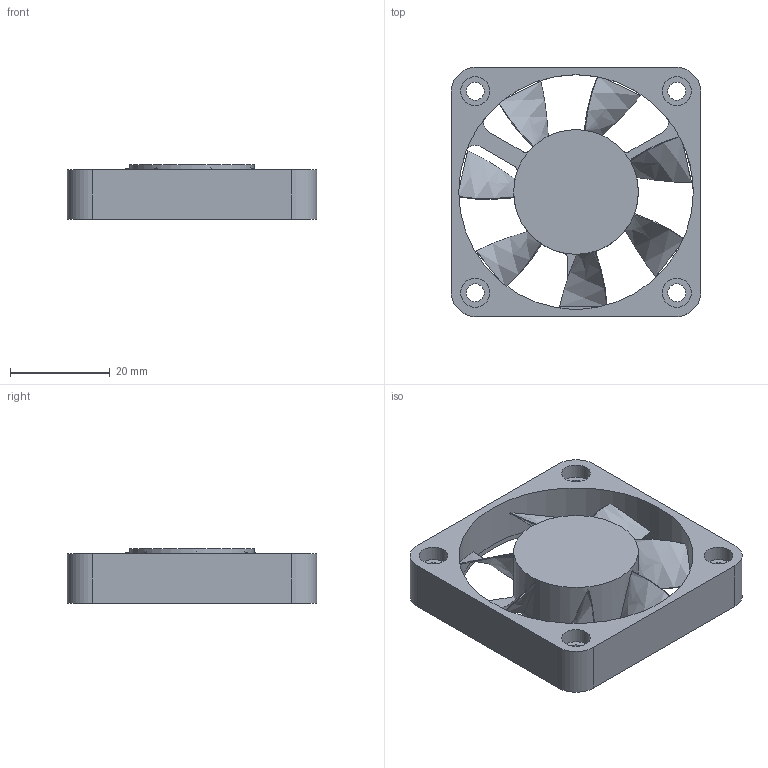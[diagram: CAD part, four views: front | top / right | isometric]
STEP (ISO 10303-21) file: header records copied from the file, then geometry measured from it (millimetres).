
FILE_DESCRIPTION(('FreeCAD Model'),'2;1');
FILE_NAME('fan-50x50mm.step','2014-12-31T19:10:27',('FreeCAD'),( 'FreeCAD'),'Open CASCADE STEP processor 6.7','FreeCAD','Unknown');
FILE_SCHEMA(('AUTOMOTIVE_DESIGN_CC2 { 1 2 10303 214 -1 1 5 4 }'));
Length unit declared in the file: millimetre
Products named in the file (1): fan-50x50mm
Bounding box: 50 x 50 x 11 mm (x, y, z)
Volume: 12994.7 mm3; surface area: 10089 mm2
Topology: 2 solids, 2 shells, 93 faces, 240 edges, 160 vertices
Faces by surface type: plane 33, cylinder 32, bspline 28
Full cylindrical faces by diameter (mm): 3.6 x4, 5.8 x4, 25 x1, 47 x1
Entity records: 12755 total; most frequent: CARTESIAN_POINT 7670, DIRECTION 684, ORIENTED_EDGE 480, PCURVE 480, DEFINITIONAL_REPRESENTATION 480, LINE 368, VECTOR 368, EDGE_CURVE 240
